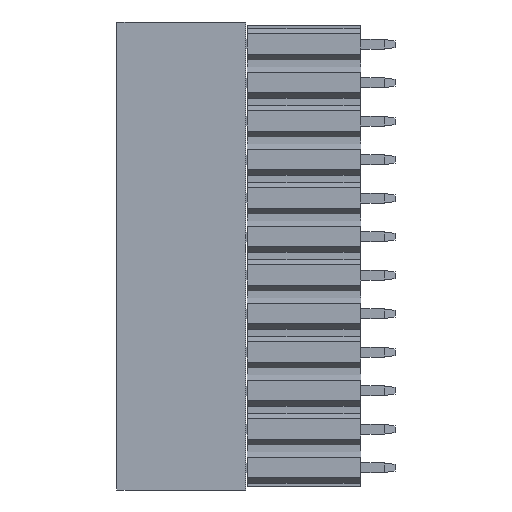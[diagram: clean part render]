
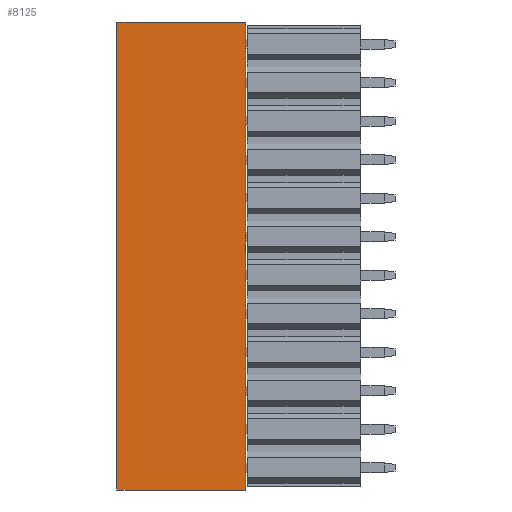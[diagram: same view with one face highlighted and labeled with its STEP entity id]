
A CAD part, left-side view. The second image highlights one B-rep face of the part: STEP entity #8125.
In plain terms, the highlighted planar face has unit normal (-1, 0, 0).
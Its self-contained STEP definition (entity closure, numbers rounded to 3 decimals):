
#59=CARTESIAN_POINT('',(-18.708,8.5,39.57));
#60=VERTEX_POINT('',#59);
#70=CARTESIAN_POINT('',(-18.708,0.,39.57));
#71=VERTEX_POINT('',#70);
#72=CARTESIAN_POINT('',(-18.708,8.5,39.57));
#73=CARTESIAN_POINT('',(-18.708,6.8,39.57));
#74=CARTESIAN_POINT('',(-18.708,5.1,39.57));
#75=CARTESIAN_POINT('',(-18.708,3.4,39.57));
#76=CARTESIAN_POINT('',(-18.708,1.7,39.57));
#77=CARTESIAN_POINT('',(-18.708,0.,39.57));
#78=B_SPLINE_CURVE_WITH_KNOTS('',5,(#72,#73,#74,#75,#76,#77),.UNSPECIFIED.,.F.,.U.,(6,6),(0.,8.5),.UNSPECIFIED.);
#79=EDGE_CURVE('',#60,#71,#78,.T.);
#7182=CARTESIAN_POINT('',(-18.708,8.5,8.69));
#7183=VERTEX_POINT('',#7182);
#7193=CARTESIAN_POINT('',(-18.708,8.5,39.57));
#7194=CARTESIAN_POINT('',(-18.708,8.5,33.394));
#7195=CARTESIAN_POINT('',(-18.708,8.5,27.218));
#7196=CARTESIAN_POINT('',(-18.708,8.5,21.042));
#7197=CARTESIAN_POINT('',(-18.708,8.5,14.866));
#7198=CARTESIAN_POINT('',(-18.708,8.5,8.69));
#7199=B_SPLINE_CURVE_WITH_KNOTS('',5,(#7193,#7194,#7195,#7196,#7197,#7198),.UNSPECIFIED.,.F.,.U.,(6,6),(0.,30.88),.UNSPECIFIED.);
#7200=EDGE_CURVE('',#60,#7183,#7199,.T.);
#8096=CARTESIAN_POINT('',(-18.708,4.25,24.13));
#8097=DIRECTION('',(0.,0.,1.));
#8098=DIRECTION('',(-1.,0.,0.));
#8099=AXIS2_PLACEMENT_3D('',#8096,#8098,#8097);
#8100=PLANE('',#8099);
#8101=CARTESIAN_POINT('',(-18.708,0.,8.69));
#8102=VERTEX_POINT('',#8101);
#8103=CARTESIAN_POINT('',(-18.708,8.5,8.69));
#8104=CARTESIAN_POINT('',(-18.708,6.8,8.69));
#8105=CARTESIAN_POINT('',(-18.708,5.1,8.69));
#8106=CARTESIAN_POINT('',(-18.708,3.4,8.69));
#8107=CARTESIAN_POINT('',(-18.708,1.7,8.69));
#8108=CARTESIAN_POINT('',(-18.708,0.,8.69));
#8109=B_SPLINE_CURVE_WITH_KNOTS('',5,(#8103,#8104,#8105,#8106,#8107,#8108),.UNSPECIFIED.,.F.,.U.,(6,6),(0.,8.5),.UNSPECIFIED.);
#8110=EDGE_CURVE('',#7183,#8102,#8109,.T.);
#8111=ORIENTED_EDGE('',*,*,#8110,.T.);
#8112=CARTESIAN_POINT('',(-18.708,0.,39.57));
#8113=CARTESIAN_POINT('',(-18.708,0.,33.394));
#8114=CARTESIAN_POINT('',(-18.708,0.,27.218));
#8115=CARTESIAN_POINT('',(-18.708,0.,21.042));
#8116=CARTESIAN_POINT('',(-18.708,0.,14.866));
#8117=CARTESIAN_POINT('',(-18.708,0.,8.69));
#8118=B_SPLINE_CURVE_WITH_KNOTS('',5,(#8112,#8113,#8114,#8115,#8116,#8117),.UNSPECIFIED.,.F.,.U.,(6,6),(0.,30.88),.UNSPECIFIED.);
#8119=EDGE_CURVE('',#71,#8102,#8118,.T.);
#8120=ORIENTED_EDGE('',*,*,#8119,.F.);
#8121=ORIENTED_EDGE('',*,*,#79,.F.);
#8122=ORIENTED_EDGE('',*,*,#7200,.T.);
#8123=EDGE_LOOP('',(#8111,#8120,#8121,#8122));
#8124=FACE_OUTER_BOUND('',#8123,.T.);
#8125=ADVANCED_FACE('',(#8124),#8100,.T.);
